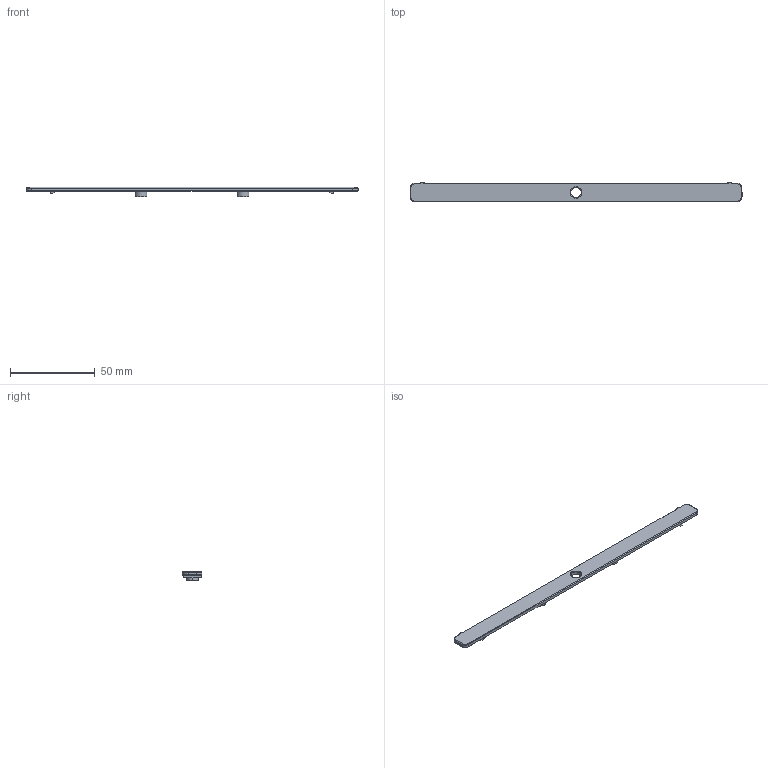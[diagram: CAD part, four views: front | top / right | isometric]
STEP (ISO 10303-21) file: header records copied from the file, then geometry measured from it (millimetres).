
FILE_DESCRIPTION (( 'STEP AP203' ), '1' );
FILE_NAME ('Pasador.STEP', '2022-01-19T13:01:45', ( '' ), ( '' ), 'SwSTEP 2.0', 'SolidWorks 2016', '' );
FILE_SCHEMA (( 'CONFIG_CONTROL_DESIGN' ));
Length unit declared in the file: millimetre
Products named in the file (1): Pasador
Bounding box: 195.3 x 11.59 x 5.4 mm (x, y, z)
Volume: 5254.2 mm3; surface area: 5294.7 mm2
Topology: 1 solids, 1 shells, 74 faces, 164 edges, 96 vertices
Faces by surface type: plane 38, cone 20, cylinder 16
Entity records: 2089 total; most frequent: CARTESIAN_POINT 359, DIRECTION 358, ORIENTED_EDGE 328, EDGE_CURVE 164, AXIS2_PLACEMENT_3D 127, LINE 104, VECTOR 104, VERTEX_POINT 96
